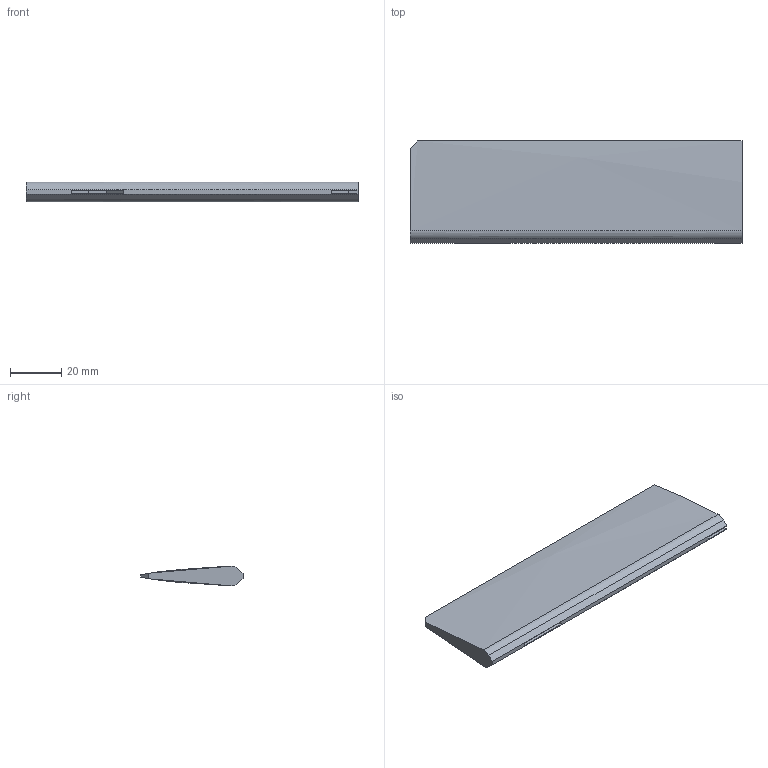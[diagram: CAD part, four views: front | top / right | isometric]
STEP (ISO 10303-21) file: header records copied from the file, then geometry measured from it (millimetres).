
FILE_DESCRIPTION(/* description */ (''),/* implementation_level */ '2;1');
FILE_NAME(/* name */ 'Elevator R.step',/* time_stamp */ '2024-11-26T12:09:14+01:00',/* author */ (''),/* organization */ (''),/* preprocessor_version */ 'ST-DEVELOPER v20',/* originating_system */ 'Autodesk Translation Framework v13.20.0.188',/* authorisation */ '');
FILE_SCHEMA (('AUTOMOTIVE_DESIGN { 1 0 10303 214 3 1 1 }'));
Length unit declared in the file: millimetre
Products named in the file (1): Elevator R
Bounding box: 130 x 40.01 x 7.76 mm (x, y, z)
Volume: 26955.1 mm3; surface area: 11867.1 mm2
Topology: 1 solids, 1 shells, 23 faces, 60 edges, 40 vertices
Faces by surface type: plane 19, bspline 4
Entity records: 1019 total; most frequent: CARTESIAN_POINT 453, ORIENTED_EDGE 120, DIRECTION 86, EDGE_CURVE 60, LINE 46, VECTOR 46, VERTEX_POINT 40, EDGE_LOOP 24
